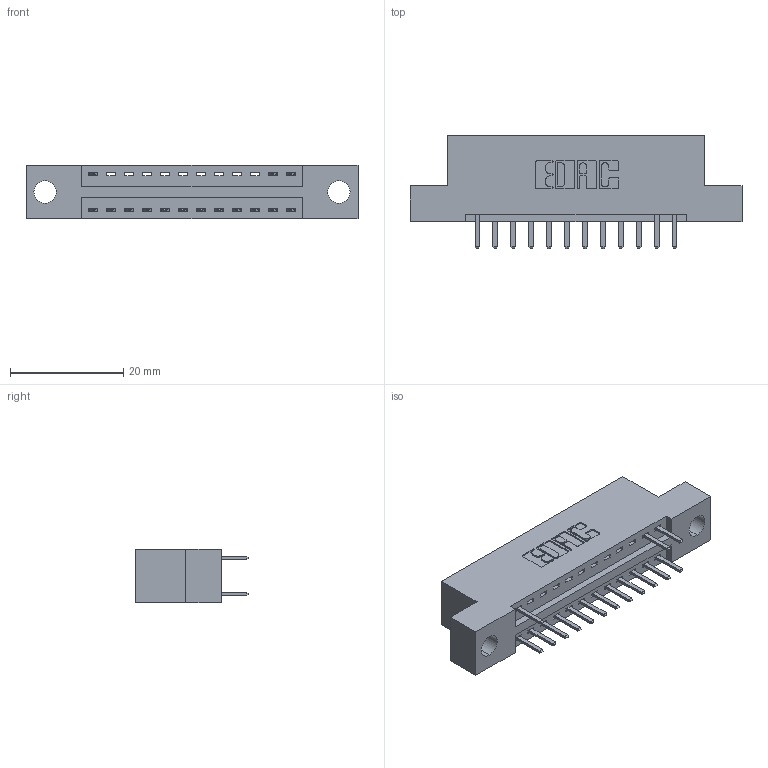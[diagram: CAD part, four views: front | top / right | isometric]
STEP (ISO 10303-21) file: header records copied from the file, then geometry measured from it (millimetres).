
FILE_DESCRIPTION (( 'STEP AP203' ), '1' );
FILE_NAME ('346-024-520-204.STEP', '2018-08-21T02:49:42', ( '' ), ( '' ), 'SwSTEP 2.0', 'SolidWorks 2016', '' );
FILE_SCHEMA (( 'CONFIG_CONTROL_DESIGN' ));
Length unit declared in the file: inch
Products named in the file (3): 346-024-520-204; 346 Part_Flush Mounting Lugs - 0.156 Dia-TH; 345-292-001_345-293-120
Assembly tree (16 placements, depth 2):
  346-024-520-204
    346 Part_Flush Mounting Lugs - 0.156 Dia-TH
    345-292-001_345-293-120  x15
Bounding box: 58.67 x 20.02 x 9.4 mm (x, y, z)
Volume: 5313 mm3; surface area: 6162.4 mm2
Topology: 16 solids, 16 shells, 1016 faces, 2963 edges, 1934 vertices
Faces by surface type: plane 676, cylinder 340
Entity records: 11699 total; most frequent: CARTESIAN_POINT 2019, ORIENTED_EDGE 1950, DIRECTION 1809, EDGE_CURVE 975, VECTOR 791, LINE 791, VERTEX_POINT 646, AXIS2_PLACEMENT_3D 509
